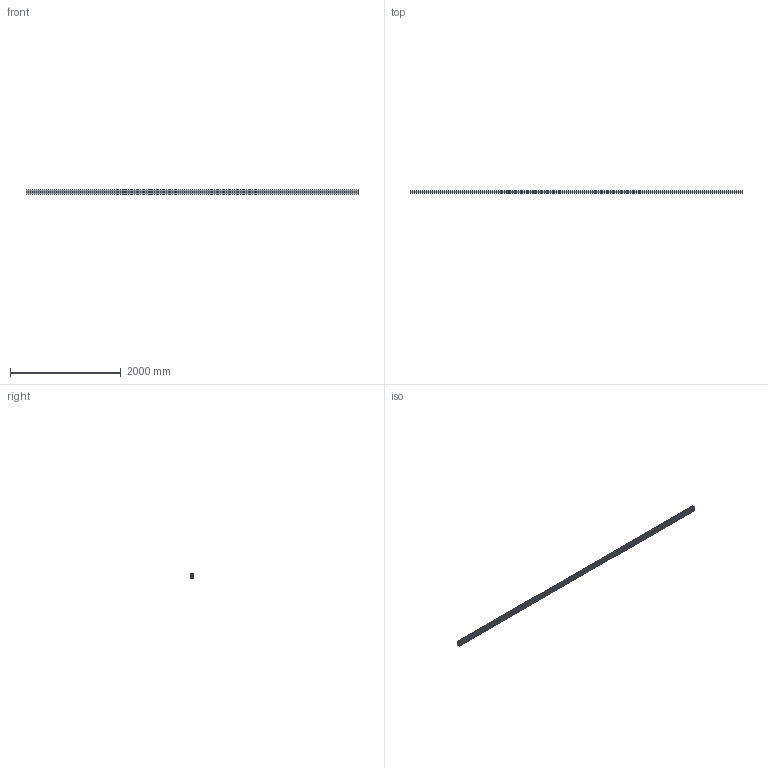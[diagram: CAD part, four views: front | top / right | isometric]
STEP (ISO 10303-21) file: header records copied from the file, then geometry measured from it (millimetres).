
FILE_DESCRIPTION (( 'STEP AP214' ), '1' );
FILE_NAME ('201065 Profil 45x90L 3N90 Nut 10.STEP', '2019-01-29T07:54:01', ( '' ), ( '' ), 'SwSTEP 2.0', 'SolidWorks 2017', '' );
FILE_SCHEMA (( 'AUTOMOTIVE_DESIGN' ));
Length unit declared in the file: millimetre
Products named in the file (1): 201065 Profil 45x90L 3N90 Nut 10
Bounding box: 6000 x 45 x 90 mm (x, y, z)
Volume: 6988035.4 mm3; surface area: 6193439 mm2
Topology: 1 solids, 1 shells, 216 faces, 642 edges, 428 vertices
Faces by surface type: plane 170, cylinder 46
Entity records: 7252 total; most frequent: CARTESIAN_POINT 1287, ORIENTED_EDGE 1284, DIRECTION 1168, EDGE_CURVE 642, LINE 550, VECTOR 550, VERTEX_POINT 428, AXIS2_PLACEMENT_3D 309
